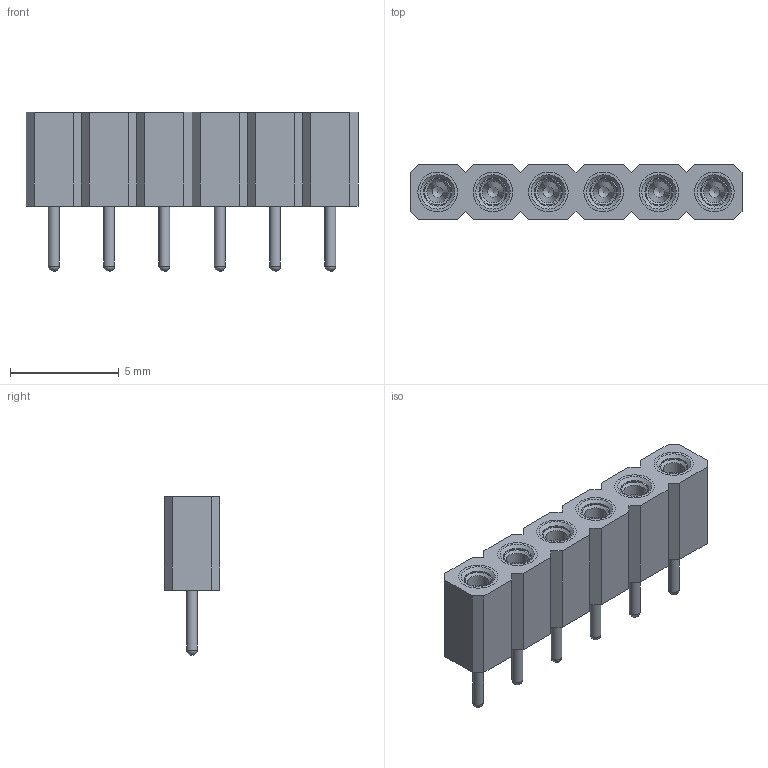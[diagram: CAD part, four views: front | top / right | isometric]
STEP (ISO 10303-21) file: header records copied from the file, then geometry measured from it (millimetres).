
FILE_DESCRIPTION(/* description */ (''),/* implementation_level */ '2;1');
FILE_NAME(/* name */ '253-06-1-xx-xx.stp',/* time_stamp */ '2015-03-02T10:08:44+01:00',/* author */ ('Andreas.Larin'),/* organization */ (''),/* preprocessor_version */ 'ST-DEVELOPER v15.6',/* originating_system */ 'Autodesk Inventor 2015',/* authorisation */ '');
FILE_SCHEMA (('AUTOMOTIVE_DESIGN { 1 0 10303 214 3 1 1 }'));
Length unit declared in the file: millimetre
Products named in the file (8): 253-06-1-xx-xx1; 253-06-1-xx-xx2; 253-06-1-xx-xx3; 253-06-1-xx-xx4; 253-06-1-xx-xx5; 253-06-1-xx-xx6; 253-06-1-xx-xx7; 253-06-1-xx-xx
Bounding box: 15.24 x 2.54 x 7.3 mm (x, y, z)
Volume: 143.1 mm3; surface area: 582.3 mm2
Topology: 7 solids, 7 shells, 160 faces, 348 edges, 226 vertices
Faces by surface type: plane 76, cylinder 42, cone 36, sphere 6
Full cylindrical faces by diameter (mm): 0.5 x6, 0.991 x6, 1 x6, 1.5 x6, 1.53 x6, 1.82 x12
Entity records: 3914 total; most frequent: DIRECTION 704, CARTESIAN_POINT 605, ORIENTED_EDGE 468, AXIS2_PLACEMENT_3D 295, EDGE_LOOP 280, EDGE_CURVE 234, VERTEX_POINT 196, FACE_OUTER_BOUND 160
